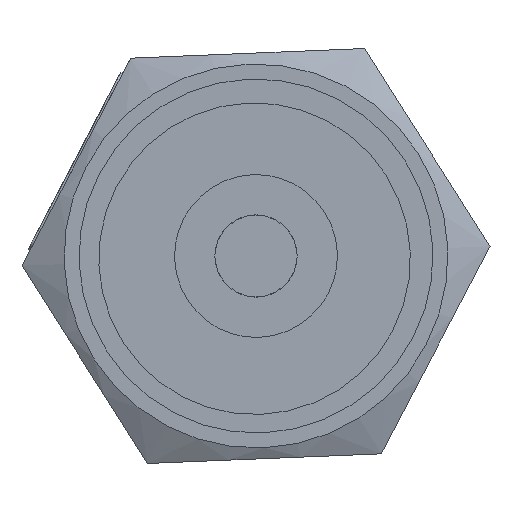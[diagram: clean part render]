
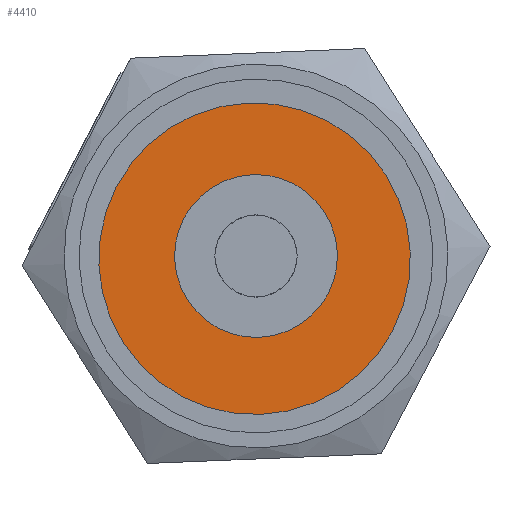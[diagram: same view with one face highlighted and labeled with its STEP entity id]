
A CAD part, left-side view. The second image highlights one B-rep face of the part: STEP entity #4410.
In plain terms, the highlighted face is planar.
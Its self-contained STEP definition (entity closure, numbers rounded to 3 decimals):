
#1228=PLANE($,#4629);
#1289=FACE_BOUND($,#1832,.T.);
#1535=FACE_OUTER_BOUND($,#1831,.T.);
#1831=EDGE_LOOP($,(#4134));
#1832=EDGE_LOOP($,(#4135));
#1868=CIRCLE($,#4596,3.819);
#1879=CIRCLE($,#4630,7.306);
#2269=VERTEX_POINT($,#7972);
#2300=VERTEX_POINT($,#8111);
#2874=EDGE_CURVE($,#2269,#2269,#1868,.T.);
#2915=EDGE_CURVE($,#2300,#2300,#1879,.T.);
#4134=ORIENTED_EDGE($,*,*,#2915,.T.);
#4135=ORIENTED_EDGE($,*,*,#2874,.T.);
#4410=ADVANCED_FACE($,(#1535,#1289),#1228,.T.);
#4596=AXIS2_PLACEMENT_3D($,#7973,#5379,#5380);
#4629=AXIS2_PLACEMENT_3D($,#8110,#5453,#5454);
#4630=AXIS2_PLACEMENT_3D($,#8112,#5455,#5456);
#5379=DIRECTION('center_axis',(0.,0.,-1.));
#5380=DIRECTION('ref_axis',(0.,1.,0.));
#5453=DIRECTION('center_axis',(0.,0.,1.));
#5454=DIRECTION('ref_axis',(1.,0.,0.));
#5455=DIRECTION('center_axis',(0.,0.,1.));
#5456=DIRECTION('ref_axis',(-1.,0.,0.));
#7972=CARTESIAN_POINT('',(0.,-3.819,-10.));
#7973=CARTESIAN_POINT('Origin',(0.,0.,
-10.));
#8110=CARTESIAN_POINT('Origin',(0.,0.,
-10.));
#8111=CARTESIAN_POINT('',(7.306,0.145,-10.));
#8112=CARTESIAN_POINT('Origin',(0.,0.145,
-10.));
